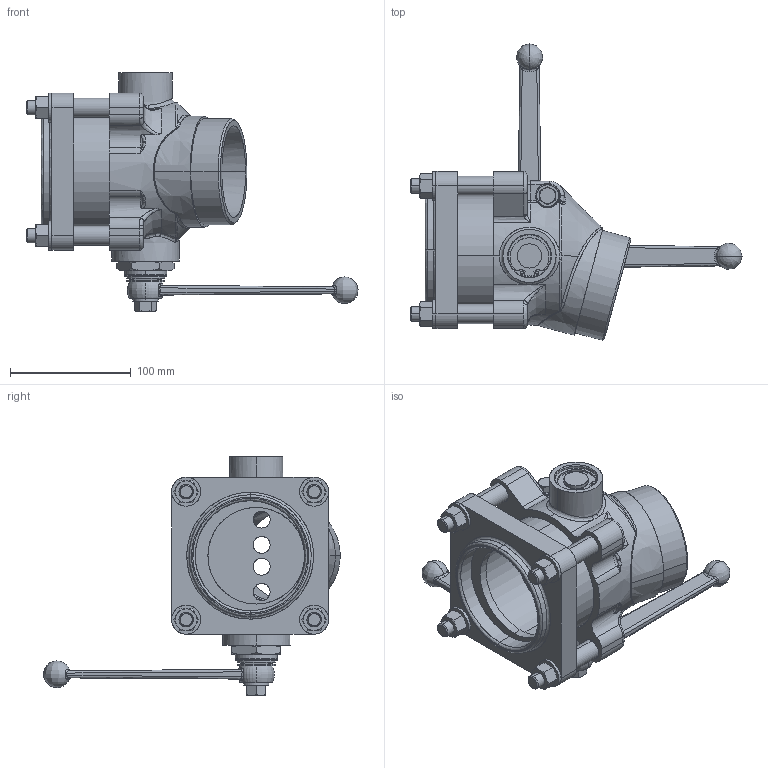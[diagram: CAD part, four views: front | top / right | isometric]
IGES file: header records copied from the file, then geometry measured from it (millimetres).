
Start section: SolidWorks IGES file using analytic representation for surfaces
Global section: file name: SGAV80KL_251898.IGS; native system: SolidWorks 2010; preprocessor: SolidWorks 2010; author: LarsenR; date: 120924.080907; units: millimetre
Bounding box: 274.99 x 245.68 x 197.6 mm (x, y, z)
Surface area: 201077.5 mm2 (no closed solid volume)
Topology: 0 solids, 0 shells, 878 faces, 14653 edges, 14644 vertices
Faces by surface type: bspline 630, revolution 248
